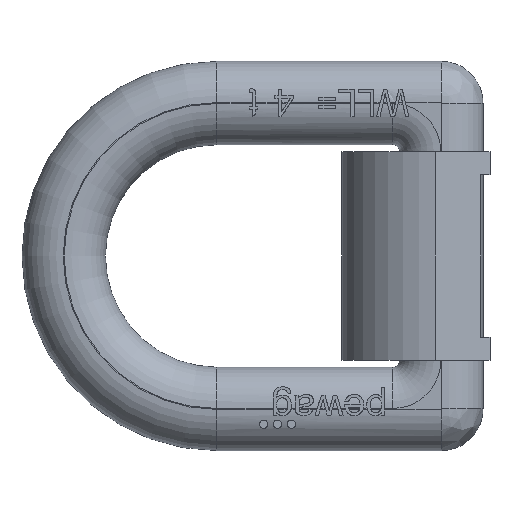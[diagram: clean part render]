
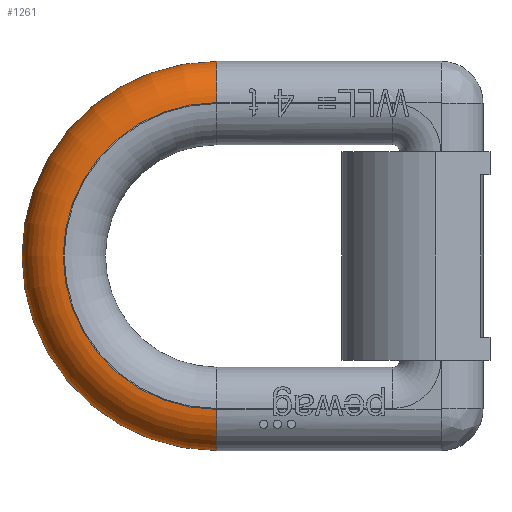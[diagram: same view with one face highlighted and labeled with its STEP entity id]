
A CAD part, left-side view. The second image highlights one B-rep face of the part: STEP entity #1261.
In plain terms, the highlighted toroidal (fillet/blend) face has major radius 33.1 mm and minor radius 8.9 mm.
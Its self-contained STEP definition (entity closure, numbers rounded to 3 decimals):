
#156=TOROIDAL_SURFACE('',#8866,33.1,8.9);
#1261=ADVANCED_FACE('',(#1774),#156,.T.);
#1774=FACE_OUTER_BOUND('',#2218,.T.);
#2218=EDGE_LOOP('',(#3208,#3209,#3210,#3211));
#2649=CIRCLE('',#8750,42.);
#2675=CIRCLE('',#8803,8.9);
#2693=CIRCLE('',#8831,8.9);
#2695=CIRCLE('',#8834,33.1);
#3208=ORIENTED_EDGE('',*,*,#6418,.T.);
#3209=ORIENTED_EDGE('',*,*,#6423,.F.);
#3210=ORIENTED_EDGE('',*,*,#6346,.F.);
#3211=ORIENTED_EDGE('',*,*,#6246,.F.);
#5373=VERTEX_POINT('',#11121);
#5375=VERTEX_POINT('',#11127);
#5456=VERTEX_POINT('',#11395);
#5522=VERTEX_POINT('',#11783);
#6246=EDGE_CURVE('',#5375,#5373,#2649,.T.);
#6346=EDGE_CURVE('',#5373,#5456,#2675,.T.);
#6418=EDGE_CURVE('',#5375,#5522,#2693,.T.);
#6423=EDGE_CURVE('',#5456,#5522,#2695,.T.);
#8750=AXIS2_PLACEMENT_3D('',#11128,#9374,#9375);
#8803=AXIS2_PLACEMENT_3D('',#11394,#9529,#9530);
#8831=AXIS2_PLACEMENT_3D('',#11784,#9608,#9609);
#8834=AXIS2_PLACEMENT_3D('',#11911,#9614,#9615);
#8866=AXIS2_PLACEMENT_3D('',#12508,#9700,#9701);
#9374=DIRECTION('',(1.,0.,0.));
#9375=DIRECTION('',(0.,0.,1.));
#9529=DIRECTION('',(0.,-1.,0.));
#9530=DIRECTION('',(0.,0.,-1.));
#9608=DIRECTION('',(0.,1.,0.));
#9609=DIRECTION('',(0.,0.,1.));
#9614=DIRECTION('',(-1.,0.,0.));
#9615=DIRECTION('',(0.,0.,1.));
#9700=DIRECTION('',(-1.,0.,0.));
#9701=DIRECTION('',(0.,0.,1.));
#11121=CARTESIAN_POINT('',(-0.1,59.,42.));
#11127=CARTESIAN_POINT('',(-0.1,59.,-42.));
#11128=CARTESIAN_POINT('',(-0.1,59.,0.));
#11394=CARTESIAN_POINT('',(-0.1,59.,33.1));
#11395=CARTESIAN_POINT('',(-9.,59.,33.1));
#11783=CARTESIAN_POINT('',(-9.,59.,-33.1));
#11784=CARTESIAN_POINT('',(-0.1,59.,-33.1));
#11911=CARTESIAN_POINT('',(-9.,59.,0.));
#12508=CARTESIAN_POINT('',(-0.1,59.,0.));
